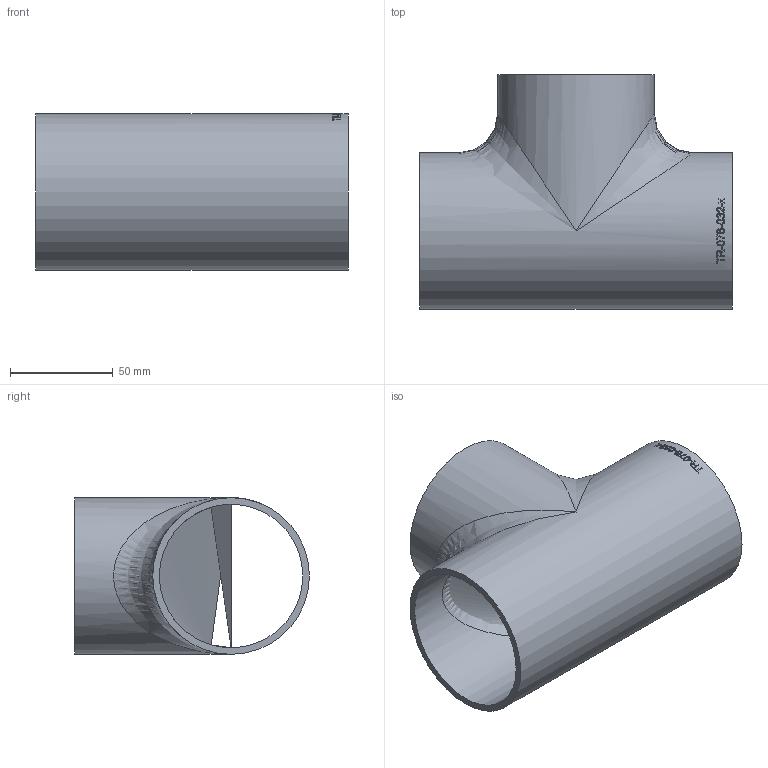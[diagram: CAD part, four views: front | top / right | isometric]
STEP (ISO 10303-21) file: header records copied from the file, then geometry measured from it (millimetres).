
FILE_DESCRIPTION (( 'STEP AP214' ), '1' );
FILE_NAME ('TR-076-032-x T-Stück Ø76,1x3,2 BL152 1909.STEP', '2019-09-30T13:37:58', ( '' ), ( '' ), 'SwSTEP 2.0', 'SolidWorks 2016', '' );
FILE_SCHEMA (( 'AUTOMOTIVE_DESIGN' ));
Length unit declared in the file: millimetre
Products named in the file (1): TR-076-032-x T-Stück Ø76,1x3,2 BL152 1909
Bounding box: 152 x 114.05 x 76.1 mm (x, y, z)
Volume: 131320.6 mm3; surface area: 84264 mm2
Topology: 1 solids, 1 shells, 156 faces, 418 edges, 270 vertices
Faces by surface type: bspline 91, plane 44, cylinder 21
Full cylindrical faces by diameter (mm): 69.7 x2, 76.1 x2
Entity records: 18916 total; most frequent: CARTESIAN_POINT 14333, ORIENTED_EDGE 796, EDGE_CURVE 398, DIRECTION 305, B_SPLINE_CURVE_WITH_KNOTS 271, VERTEX_POINT 266, EDGE_LOOP 180, FACE_OUTER_BOUND 159
